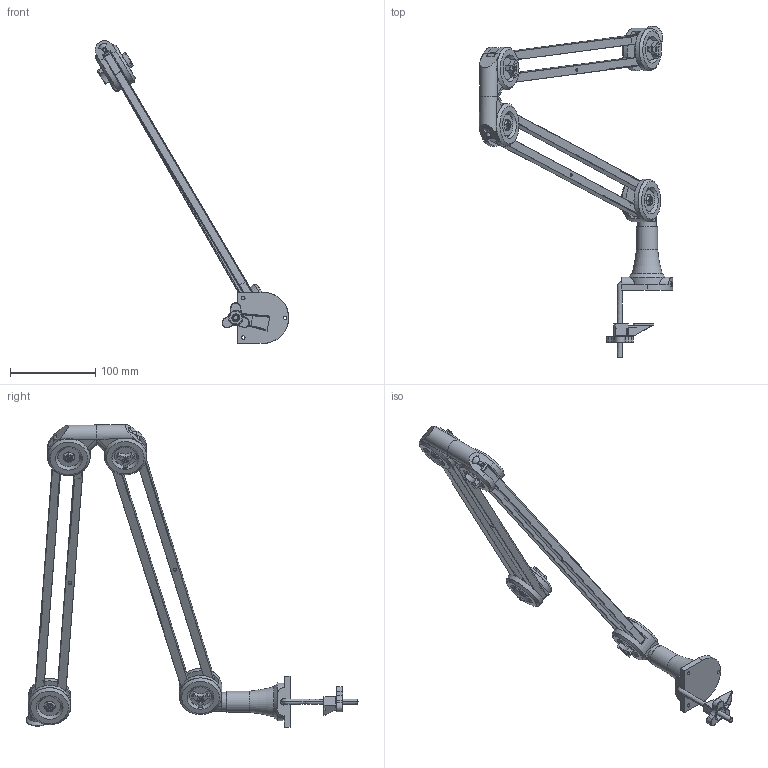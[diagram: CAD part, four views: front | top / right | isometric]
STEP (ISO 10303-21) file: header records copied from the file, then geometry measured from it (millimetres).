
FILE_DESCRIPTION(/* description */ ('','CAx-IF Rec.Pracs.---Representation and Presentation of Product Manufacturing Information (PMI)---4.0---2014-10-13'),/* implementation_level */ '2;1');
FILE_NAME(/* name */ 'Tiramisu_Assembly.step',/* time_stamp */ '2025-01-14T18:20:47+01:00',/* author */ (''),/* organization */ (''),/* preprocessor_version */ 'ST-DEVELOPER v20',/* originating_system */ 'Autodesk Translation Framework v13.20.0.188',/* authorisation */ '');
FILE_SCHEMA (('AP242_MANAGED_MODEL_BASED_3D_ENGINEERING_MIM_LF { 1 0 10303 442 1 1 4 }'));
Length unit declared in the file: millimetre
Products named in the file (16): Base_Slash_Mount; 1st_Joint; Component1; 90Deg_2nd_Joint_wSecureScrew; 90Deg_3rd_Joint; 19 Extrusion; 19(2) Extrusion; 90Deg_Mic_Mount; 28 Base bar; 31 Flower knob; 30 Security cap; Joint_Cap; 24 Triangular knob; 14 3mm nut_2_stp; 26.2 Cap; 26.2 Cap_1
Assembly tree (40 placements, depth 2):
  Base_Slash_Mount
    1st_Joint
    Component1
    19 Extrusion  x2
    19(2) Extrusion  x2
    90Deg_2nd_Joint_wSecureScrew
    90Deg_3rd_Joint
    90Deg_Mic_Mount
    28 Base bar
    31 Flower knob
    30 Security cap
    Joint_Cap  x8
    24 Triangular knob  x4
    14 3mm nut_2_stp  x8
    26.2 Cap  x4
    26.2 Cap_1  x4
Bounding box: 226.5 x 388.96 x 354.7 mm (x, y, z)
Volume: 322484.8 mm3; surface area: 226945 mm2
Topology: 41 solids, 41 shells, 1648 faces, 3923 edges, 2373 vertices
Faces by surface type: cylinder 653, plane 525, bspline 166, cone 156, sphere 114, torus 34
Full cylindrical faces by diameter (mm): 1 x4, 3 x53, 3.3 x1, 3.5 x32, 4 x57, 4.2 x2, 4.826 x1, 5.309 x1, 6 x23, 6.731 x1, 7 x2, 7.6 x1, 8 x33, 9 x1, 15 x1, 15.3 x1, 17 x1, 21.8 x1, 22 x1, 24.8 x1
Entity records: 32161 total; most frequent: CARTESIAN_POINT 13013, ORIENTED_EDGE 3940, DIRECTION 3582, EDGE_CURVE 1970, AXIS2_PLACEMENT_3D 1311, VERTEX_POINT 1245, EDGE_LOOP 969, LINE 960
